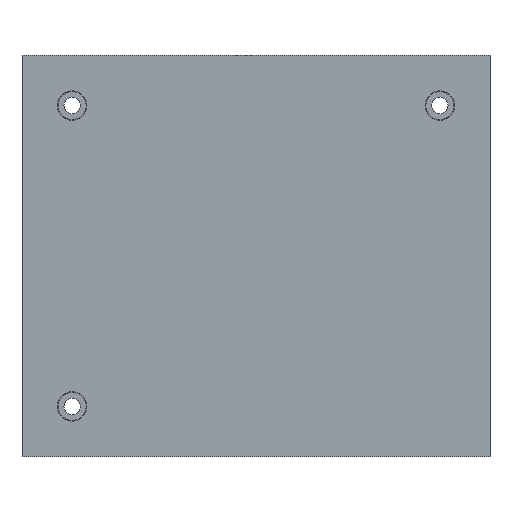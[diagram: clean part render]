
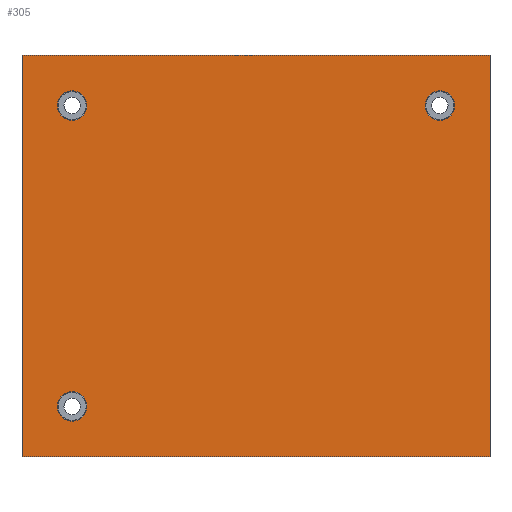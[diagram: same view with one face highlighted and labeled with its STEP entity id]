
A CAD part, top view. The second image highlights one B-rep face of the part: STEP entity #305.
In plain terms, the highlighted planar face has unit normal (0, 0, 1).
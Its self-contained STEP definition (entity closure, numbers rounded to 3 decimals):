
#68 = VERTEX_POINT('',#69);
#69 = CARTESIAN_POINT('',(0.,0.,1.606));
#75 = EDGE_CURVE('',#68,#76,#78,.T.);
#76 = VERTEX_POINT('',#77);
#77 = CARTESIAN_POINT('',(70.,0.,1.606));
#78 = LINE('',#79,#80);
#79 = CARTESIAN_POINT('',(0.,0.,1.606));
#80 = VECTOR('',#81,1.);
#81 = DIRECTION('',(1.,0.,0.));
#106 = EDGE_CURVE('',#76,#107,#109,.T.);
#107 = VERTEX_POINT('',#108);
#108 = CARTESIAN_POINT('',(70.,60.,1.606));
#109 = LINE('',#110,#111);
#110 = CARTESIAN_POINT('',(70.,0.,1.606));
#111 = VECTOR('',#112,1.);
#112 = DIRECTION('',(0.,1.,0.));
#137 = EDGE_CURVE('',#107,#138,#140,.T.);
#138 = VERTEX_POINT('',#139);
#139 = CARTESIAN_POINT('',(0.,60.,1.606));
#140 = LINE('',#141,#142);
#141 = CARTESIAN_POINT('',(70.,60.,1.606));
#142 = VECTOR('',#143,1.);
#143 = DIRECTION('',(-1.,0.,0.));
#168 = EDGE_CURVE('',#138,#68,#169,.T.);
#169 = LINE('',#170,#171);
#170 = CARTESIAN_POINT('',(0.,60.,1.606));
#171 = VECTOR('',#172,1.);
#172 = DIRECTION('',(0.,-1.,0.));
#192 = VERTEX_POINT('',#193);
#193 = CARTESIAN_POINT('',(9.7,7.5,1.606));
#199 = EDGE_CURVE('',#192,#192,#200,.T.);
#200 = CIRCLE('',#201,2.2);
#201 = AXIS2_PLACEMENT_3D('',#202,#203,#204);
#202 = CARTESIAN_POINT('',(7.5,7.5,1.606));
#203 = DIRECTION('',(0.,0.,1.));
#204 = DIRECTION('',(1.,0.,-0.));
#225 = VERTEX_POINT('',#226);
#226 = CARTESIAN_POINT('',(64.7,52.5,1.606));
#232 = EDGE_CURVE('',#225,#225,#233,.T.);
#233 = CIRCLE('',#234,2.2);
#234 = AXIS2_PLACEMENT_3D('',#235,#236,#237);
#235 = CARTESIAN_POINT('',(62.5,52.5,1.606));
#236 = DIRECTION('',(0.,0.,1.));
#237 = DIRECTION('',(1.,0.,-0.));
#258 = VERTEX_POINT('',#259);
#259 = CARTESIAN_POINT('',(9.7,52.5,1.606));
#265 = EDGE_CURVE('',#258,#258,#266,.T.);
#266 = CIRCLE('',#267,2.2);
#267 = AXIS2_PLACEMENT_3D('',#268,#269,#270);
#268 = CARTESIAN_POINT('',(7.5,52.5,1.606));
#269 = DIRECTION('',(0.,0.,1.));
#270 = DIRECTION('',(1.,0.,-0.));
#305 = ADVANCED_FACE('',(#306,#312,#315,#318),#321,.T.);
#306 = FACE_BOUND('',#307,.T.);
#307 = EDGE_LOOP('',(#308,#309,#310,#311));
#308 = ORIENTED_EDGE('',*,*,#75,.T.);
#309 = ORIENTED_EDGE('',*,*,#106,.T.);
#310 = ORIENTED_EDGE('',*,*,#137,.T.);
#311 = ORIENTED_EDGE('',*,*,#168,.T.);
#312 = FACE_BOUND('',#313,.T.);
#313 = EDGE_LOOP('',(#314));
#314 = ORIENTED_EDGE('',*,*,#199,.F.);
#315 = FACE_BOUND('',#316,.T.);
#316 = EDGE_LOOP('',(#317));
#317 = ORIENTED_EDGE('',*,*,#232,.F.);
#318 = FACE_BOUND('',#319,.T.);
#319 = EDGE_LOOP('',(#320));
#320 = ORIENTED_EDGE('',*,*,#265,.F.);
#321 = PLANE('',#322);
#322 = AXIS2_PLACEMENT_3D('',#323,#324,#325);
#323 = CARTESIAN_POINT('',(35.,30.,1.606));
#324 = DIRECTION('',(0.,0.,1.));
#325 = DIRECTION('',(1.,0.,-0.));
